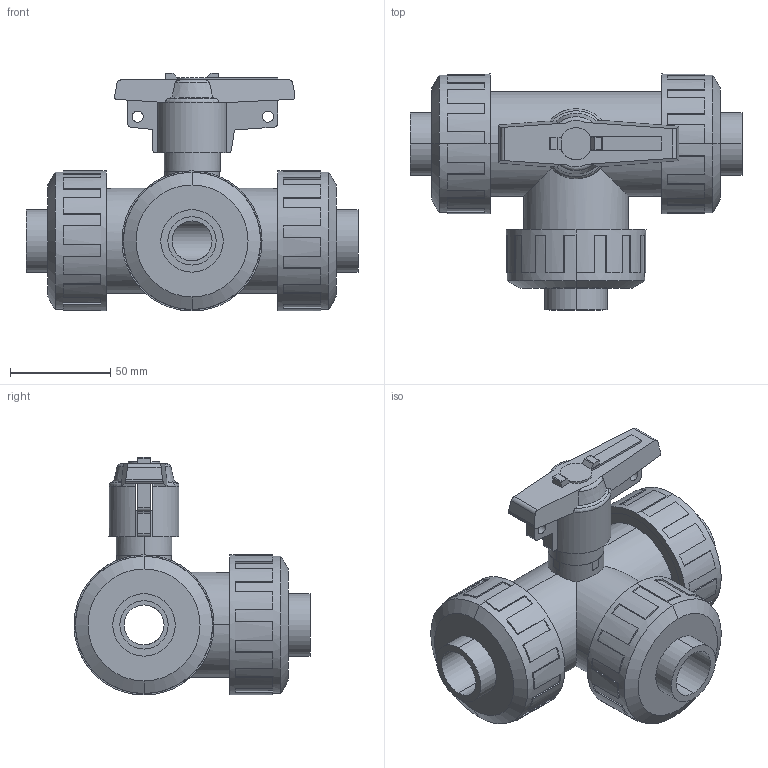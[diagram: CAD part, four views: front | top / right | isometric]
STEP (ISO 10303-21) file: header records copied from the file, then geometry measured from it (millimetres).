
FILE_DESCRIPTION(('STEP AP214'),'1');
FILE_NAME('cctmp_DC1A7836-3CA0-4B31-A6BA-22D0501817E7_2021_10_21_11_30_27_0675..stp','2021-10-21T09:30:27',('Praher Valves GmbH'),('CADClick - www.CADClick.com'),'Spatial InterOp 3D',' ','unknown authorization');
FILE_SCHEMA(('AUTOMOTIVE_DESIGN'));
Length unit declared in the file: millimetre
Products named in the file (1): 120942
Bounding box: 166 x 118 x 118.93 mm (x, y, z)
Volume: 551843.1 mm3; surface area: 123322.1 mm2
Topology: 1 solids, 1 shells, 391 faces, 1083 edges, 714 vertices
Faces by surface type: plane 273, cylinder 92, cone 18, torus 8
Entity records: 16111 total; most frequent: CARTESIAN_POINT 2648, DIRECTION 2216, ORIENTED_EDGE 2166, EDGE_CURVE 1083, AXIS2_PLACEMENT_3D 787, VERTEX_POINT 714, LINE 642, VECTOR 642
